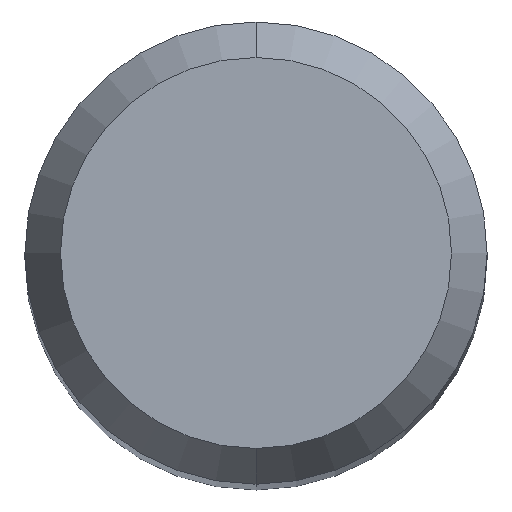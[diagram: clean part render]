
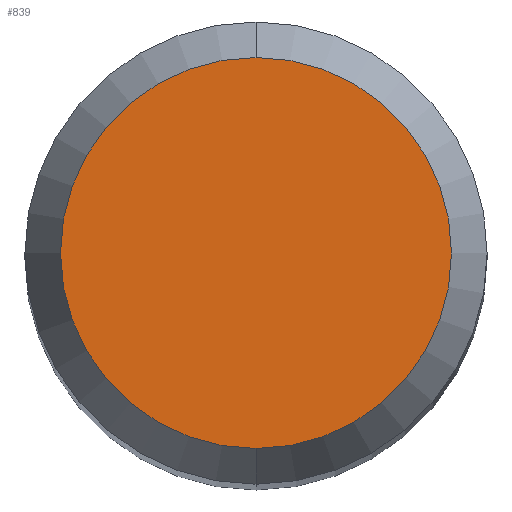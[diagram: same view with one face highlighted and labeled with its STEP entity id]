
A CAD part, top view. The second image highlights one B-rep face of the part: STEP entity #839.
In plain terms, the highlighted planar face has unit normal (0, 0, 1).
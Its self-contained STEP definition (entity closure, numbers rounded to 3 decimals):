
#613=EDGE_CURVE('',#1061,#1141,#1578,.T.);
#839=ADVANCED_FACE('',(#1816),#1817,.T.);
#1021=EDGE_CURVE('',#1141,#1061,#2015,.T.);
#1061=VERTEX_POINT('',#2060);
#1141=VERTEX_POINT('',#2148);
#1578=CIRCLE('',#4128,2.538);
#1816=FACE_OUTER_BOUND('',#5627,.T.);
#1817=PLANE('',#5628);
#2015=CIRCLE('',#7439,2.538);
#2060=CARTESIAN_POINT('',(0.,-2.538,0.0));
#2148=CARTESIAN_POINT('',(0.0,2.538,0.0));
#4128=AXIS2_PLACEMENT_3D('',#14077,#14078,#14079);
#5627=EDGE_LOOP('',(#14244,#14245));
#5628=AXIS2_PLACEMENT_3D('',#14246,#14247,#14248);
#7439=AXIS2_PLACEMENT_3D('',#14440,#14441,#14442);
#14077=CARTESIAN_POINT('',(0.0,0.0,0.0));
#14078=DIRECTION('',(0.0,0.0,-1.0));
#14079=DIRECTION('',(0.0,1.0,0.0));
#14244=ORIENTED_EDGE('',*,*,#1021,.F.);
#14245=ORIENTED_EDGE('',*,*,#613,.F.);
#14246=CARTESIAN_POINT('',(0.0,1.269,0.0));
#14247=DIRECTION('',(-0.0,0.0,1.0));
#14248=DIRECTION('',(0.0,-1.0,0.0));
#14440=CARTESIAN_POINT('',(0.0,0.0,0.0));
#14441=DIRECTION('',(0.0,0.0,-1.0));
#14442=DIRECTION('',(0.0,1.0,0.0));
